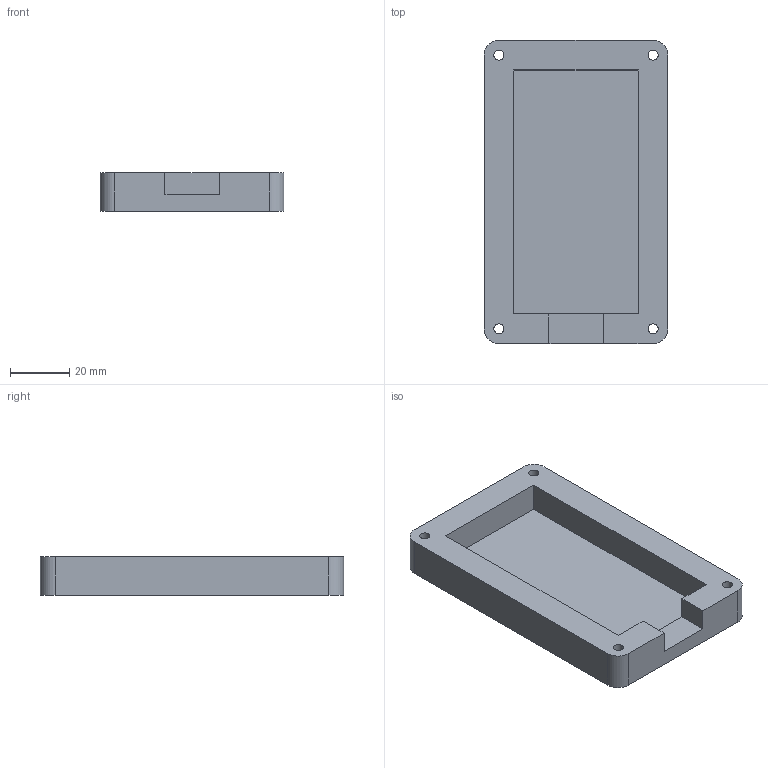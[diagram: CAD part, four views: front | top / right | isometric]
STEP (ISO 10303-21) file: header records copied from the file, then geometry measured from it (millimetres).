
FILE_DESCRIPTION(/* description */ (''),/* implementation_level */ '2;1');
FILE_NAME(/* name */ 'keeb_base.step',/* time_stamp */ '2025-12-28T15:08:15+05:00',/* author */ (''),/* organization */ (''),/* preprocessor_version */ 'ST-DEVELOPER v20.1',/* originating_system */ 'Autodesk Translation Framework v14.21.0.0',/* authorisation */ '');
FILE_SCHEMA (('AUTOMOTIVE_DESIGN { 1 0 10303 214 3 1 1 }'));
Length unit declared in the file: millimetre
Products named in the file (2): 2025-12-26-22-35-04-965; 2025-12-26-22-35-38-492
Bounding box: 62 x 102.28 x 13 mm (x, y, z)
Volume: 45498.7 mm3; surface area: 19759.1 mm2
Topology: 1 solids, 1 shells, 136 faces, 369 edges, 246 vertices
Faces by surface type: bspline 73, plane 51, cylinder 12
Full cylindrical faces by diameter (mm): 3.4 x4, 6 x4
Entity records: 5016 total; most frequent: CARTESIAN_POINT 1995, ORIENTED_EDGE 738, DIRECTION 379, EDGE_CURVE 369, VERTEX_POINT 246, LINE 199, VECTOR 199, EDGE_LOOP 155
